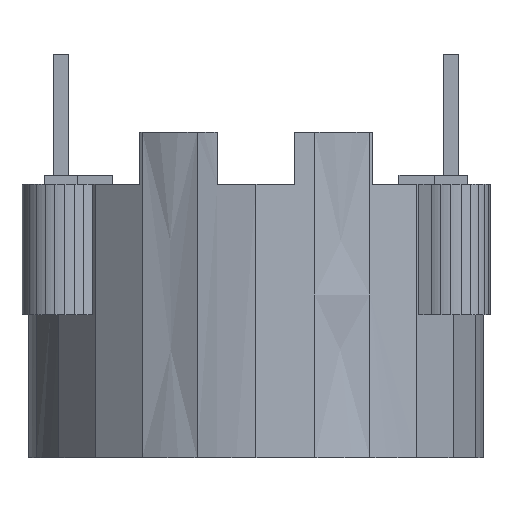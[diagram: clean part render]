
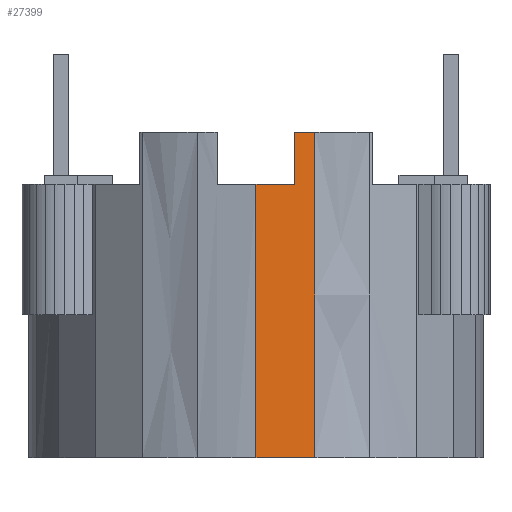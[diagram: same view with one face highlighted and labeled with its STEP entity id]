
A CAD part, left-side view. The second image highlights one B-rep face of the part: STEP entity #27399.
In plain terms, the highlighted planar face has unit normal (-0.991, -0.131, 0).
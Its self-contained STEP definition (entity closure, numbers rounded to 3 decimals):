
#12103 = PLANE('',#12104);
#12104 = AXIS2_PLACEMENT_3D('',#12105,#12106,#12107);
#12105 = CARTESIAN_POINT('',(-7.741,0.,10.5));
#12106 = DIRECTION('',(0.,0.,1.));
#12107 = DIRECTION('',(1.,0.,0.));
#12164 = VERTEX_POINT('',#12165);
#12165 = CARTESIAN_POINT('',(-8.75,0.,10.5));
#12179 = PLANE('',#12180);
#12180 = AXIS2_PLACEMENT_3D('',#12181,#12182,#12183);
#12181 = CARTESIAN_POINT('',(-8.452,2.265,0.));
#12182 = DIRECTION('',(-0.991,0.131,0.
    ));
#12183 = DIRECTION('',(-0.131,-0.991,0.));
#12191 = EDGE_CURVE('',#12164,#12192,#12194,.T.);
#12192 = VERTEX_POINT('',#12193);
#12193 = CARTESIAN_POINT('',(-8.554,-1.487,10.5));
#12194 = SURFACE_CURVE('',#12195,(#12199,#12206),.PCURVE_S1.);
#12195 = LINE('',#12196,#12197);
#12196 = CARTESIAN_POINT('',(-8.75,0.,10.5));
#12197 = VECTOR('',#12198,1.);
#12198 = DIRECTION('',(0.131,-0.991,0.));
#12199 = PCURVE('',#12103,#12200);
#12200 = DEFINITIONAL_REPRESENTATION('',(#12201),#12205);
#12201 = LINE('',#12202,#12203);
#12202 = CARTESIAN_POINT('',(-1.009,0.));
#12203 = VECTOR('',#12204,1.);
#12204 = DIRECTION('',(0.131,-0.991));
#12205 = ( GEOMETRIC_REPRESENTATION_CONTEXT(2) 
PARAMETRIC_REPRESENTATION_CONTEXT() REPRESENTATION_CONTEXT('2D SPACE',''
  ) );
#12206 = PCURVE('',#12207,#12212);
#12207 = PLANE('',#12208);
#12208 = AXIS2_PLACEMENT_3D('',#12209,#12210,#12211);
#12209 = CARTESIAN_POINT('',(-8.75,0.,0.));
#12210 = DIRECTION('',(-0.991,-0.131,
    0.));
#12211 = DIRECTION('',(0.131,-0.991,0.));
#12212 = DEFINITIONAL_REPRESENTATION('',(#12213),#12217);
#12213 = LINE('',#12214,#12215);
#12214 = CARTESIAN_POINT('',(0.,10.5));
#12215 = VECTOR('',#12216,1.);
#12216 = DIRECTION('',(1.,0.));
#12217 = ( GEOMETRIC_REPRESENTATION_CONTEXT(2) 
PARAMETRIC_REPRESENTATION_CONTEXT() REPRESENTATION_CONTEXT('2D SPACE',''
  ) );
#12235 = PLANE('',#12236);
#12236 = AXIS2_PLACEMENT_3D('',#12237,#12238,#12239);
#12237 = CARTESIAN_POINT('',(-7.546,-1.487,10.5));
#12238 = DIRECTION('',(0.,1.,0.));
#12239 = DIRECTION('',(0.,0.,1.));
#13371 = PLANE('',#13372);
#13372 = AXIS2_PLACEMENT_3D('',#13373,#13374,#13375);
#13373 = CARTESIAN_POINT('',(-7.578,-4.375,12.5));
#13374 = DIRECTION('',(0.,0.,1.));
#13375 = DIRECTION('',(1.,0.,0.));
#13641 = PLANE('',#13642);
#13642 = AXIS2_PLACEMENT_3D('',#13643,#13644,#13645);
#13643 = CARTESIAN_POINT('',(8.75,0.,0.));
#13644 = DIRECTION('',(0.,0.,-1.));
#13645 = DIRECTION('',(-1.,0.,0.));
#14112 = VERTEX_POINT('',#14113);
#14113 = CARTESIAN_POINT('',(-8.452,-2.265,0.));
#14132 = CONICAL_SURFACE('',#14133,8.75,0.3);
#14133 = AXIS2_PLACEMENT_3D('',#14134,#14135,#14136);
#14134 = CARTESIAN_POINT('',(0.,0.,
    0.));
#14135 = DIRECTION('',(0.29,0.12,-0.949));
#14136 = DIRECTION('',(-0.956,0.,-0.293));
#14166 = EDGE_CURVE('',#14167,#14112,#14169,.T.);
#14167 = VERTEX_POINT('',#14168);
#14168 = CARTESIAN_POINT('',(-8.75,0.,0.));
#14169 = SURFACE_CURVE('',#14170,(#14174,#14181),.PCURVE_S1.);
#14170 = LINE('',#14171,#14172);
#14171 = CARTESIAN_POINT('',(-8.75,0.,0.));
#14172 = VECTOR('',#14173,1.);
#14173 = DIRECTION('',(0.131,-0.991,0.));
#14174 = PCURVE('',#13641,#14175);
#14175 = DEFINITIONAL_REPRESENTATION('',(#14176),#14180);
#14176 = LINE('',#14177,#14178);
#14177 = CARTESIAN_POINT('',(17.5,0.));
#14178 = VECTOR('',#14179,1.);
#14179 = DIRECTION('',(-0.131,-0.991));
#14180 = ( GEOMETRIC_REPRESENTATION_CONTEXT(2) 
PARAMETRIC_REPRESENTATION_CONTEXT() REPRESENTATION_CONTEXT('2D SPACE',''
  ) );
#14181 = PCURVE('',#12207,#14182);
#14182 = DEFINITIONAL_REPRESENTATION('',(#14183),#14187);
#14183 = LINE('',#14184,#14185);
#14184 = CARTESIAN_POINT('',(0.,0.));
#14185 = VECTOR('',#14186,1.);
#14186 = DIRECTION('',(1.,0.));
#14187 = ( GEOMETRIC_REPRESENTATION_CONTEXT(2) 
PARAMETRIC_REPRESENTATION_CONTEXT() REPRESENTATION_CONTEXT('2D SPACE',''
  ) );
#27312 = VERTEX_POINT('',#27313);
#27313 = CARTESIAN_POINT('',(-8.452,-2.265,12.5));
#27357 = EDGE_CURVE('',#14112,#27312,#27358,.T.);
#27358 = SURFACE_CURVE('',#27359,(#27363,#27392),.PCURVE_S1.);
#27359 = LINE('',#27360,#27361);
#27360 = CARTESIAN_POINT('',(-8.452,-2.265,0.));
#27361 = VECTOR('',#27362,1.);
#27362 = DIRECTION('',(0.,0.,1.));
#27363 = PCURVE('',#14132,#27364);
#27364 = DEFINITIONAL_REPRESENTATION('',(#27365),#27391);
#27365 = B_SPLINE_CURVE_WITH_KNOTS('',3,(#27366,#27367,#27368,#27369,
    #27370,#27371,#27372,#27373,#27374,#27375,#27376,#27377,#27378,
    #27379,#27380,#27381,#27382,#27383,#27384,#27385,#27386,#27387,
    #27388,#27389,#27390),.UNSPECIFIED.,.F.,.F.,(4,1,1,1,1,1,1,1,1,1,1,1
    ,1,1,1,1,1,1,1,1,1,1,4),(0.,0.568,1.136,
    1.705,2.273,2.841,3.409,
    3.977,4.545,5.114,5.682,6.25,
    6.818,7.386,7.955,8.523,
    9.091,9.659,10.227,10.795,
    11.364,11.932,12.5),.QUASI_UNIFORM_KNOTS.);
#27366 = CARTESIAN_POINT('',(6.046,-2.612));
#27367 = CARTESIAN_POINT('',(6.047,-2.793));
#27368 = CARTESIAN_POINT('',(6.049,-3.154));
#27369 = CARTESIAN_POINT('',(6.052,-3.697));
#27370 = CARTESIAN_POINT('',(6.056,-4.239));
#27371 = CARTESIAN_POINT('',(6.059,-4.781));
#27372 = CARTESIAN_POINT('',(6.063,-5.323));
#27373 = CARTESIAN_POINT('',(6.067,-5.865));
#27374 = CARTESIAN_POINT('',(6.071,-6.407));
#27375 = CARTESIAN_POINT('',(6.075,-6.949));
#27376 = CARTESIAN_POINT('',(6.079,-7.491));
#27377 = CARTESIAN_POINT('',(6.084,-8.033));
#27378 = CARTESIAN_POINT('',(6.089,-8.575));
#27379 = CARTESIAN_POINT('',(6.094,-9.117));
#27380 = CARTESIAN_POINT('',(6.099,-9.659));
#27381 = CARTESIAN_POINT('',(6.105,-10.2));
#27382 = CARTESIAN_POINT('',(6.111,-10.742));
#27383 = CARTESIAN_POINT('',(6.118,-11.284));
#27384 = CARTESIAN_POINT('',(6.125,-11.825));
#27385 = CARTESIAN_POINT('',(6.132,-12.367));
#27386 = CARTESIAN_POINT('',(6.14,-12.908));
#27387 = CARTESIAN_POINT('',(6.149,-13.45));
#27388 = CARTESIAN_POINT('',(6.158,-13.991));
#27389 = CARTESIAN_POINT('',(6.164,-14.352));
#27390 = CARTESIAN_POINT('',(6.168,-14.532));
#27391 = ( GEOMETRIC_REPRESENTATION_CONTEXT(2) 
PARAMETRIC_REPRESENTATION_CONTEXT() REPRESENTATION_CONTEXT('2D SPACE',''
  ) );
#27392 = PCURVE('',#12207,#27393);
#27393 = DEFINITIONAL_REPRESENTATION('',(#27394),#27398);
#27394 = LINE('',#27395,#27396);
#27395 = CARTESIAN_POINT('',(2.284,0.));
#27396 = VECTOR('',#27397,1.);
#27397 = DIRECTION('',(0.,1.));
#27398 = ( GEOMETRIC_REPRESENTATION_CONTEXT(2) 
PARAMETRIC_REPRESENTATION_CONTEXT() REPRESENTATION_CONTEXT('2D SPACE',''
  ) );
#27399 = ADVANCED_FACE('',(#27400),#12207,.T.);
#27400 = FACE_BOUND('',#27401,.T.);
#27401 = EDGE_LOOP('',(#27402,#27403,#27404,#27427,#27448,#27449));
#27402 = ORIENTED_EDGE('',*,*,#14166,.T.);
#27403 = ORIENTED_EDGE('',*,*,#27357,.T.);
#27404 = ORIENTED_EDGE('',*,*,#27405,.F.);
#27405 = EDGE_CURVE('',#27406,#27312,#27408,.T.);
#27406 = VERTEX_POINT('',#27407);
#27407 = CARTESIAN_POINT('',(-8.554,-1.487,12.5));
#27408 = SURFACE_CURVE('',#27409,(#27413,#27420),.PCURVE_S1.);
#27409 = LINE('',#27410,#27411);
#27410 = CARTESIAN_POINT('',(-8.554,-1.487,12.5));
#27411 = VECTOR('',#27412,1.);
#27412 = DIRECTION('',(0.131,-0.991,
    0.));
#27413 = PCURVE('',#12207,#27414);
#27414 = DEFINITIONAL_REPRESENTATION('',(#27415),#27419);
#27415 = LINE('',#27416,#27417);
#27416 = CARTESIAN_POINT('',(1.5,12.5));
#27417 = VECTOR('',#27418,1.);
#27418 = DIRECTION('',(1.,0.));
#27419 = ( GEOMETRIC_REPRESENTATION_CONTEXT(2) 
PARAMETRIC_REPRESENTATION_CONTEXT() REPRESENTATION_CONTEXT('2D SPACE',''
  ) );
#27420 = PCURVE('',#13371,#27421);
#27421 = DEFINITIONAL_REPRESENTATION('',(#27422),#27426);
#27422 = LINE('',#27423,#27424);
#27423 = CARTESIAN_POINT('',(-0.976,2.888));
#27424 = VECTOR('',#27425,1.);
#27425 = DIRECTION('',(0.131,-0.991));
#27426 = ( GEOMETRIC_REPRESENTATION_CONTEXT(2) 
PARAMETRIC_REPRESENTATION_CONTEXT() REPRESENTATION_CONTEXT('2D SPACE',''
  ) );
#27427 = ORIENTED_EDGE('',*,*,#27428,.F.);
#27428 = EDGE_CURVE('',#12192,#27406,#27429,.T.);
#27429 = SURFACE_CURVE('',#27430,(#27434,#27441),.PCURVE_S1.);
#27430 = LINE('',#27431,#27432);
#27431 = CARTESIAN_POINT('',(-8.554,-1.487,10.5));
#27432 = VECTOR('',#27433,1.);
#27433 = DIRECTION('',(0.,0.,1.));
#27434 = PCURVE('',#12207,#27435);
#27435 = DEFINITIONAL_REPRESENTATION('',(#27436),#27440);
#27436 = LINE('',#27437,#27438);
#27437 = CARTESIAN_POINT('',(1.5,10.5));
#27438 = VECTOR('',#27439,1.);
#27439 = DIRECTION('',(0.,1.));
#27440 = ( GEOMETRIC_REPRESENTATION_CONTEXT(2) 
PARAMETRIC_REPRESENTATION_CONTEXT() REPRESENTATION_CONTEXT('2D SPACE',''
  ) );
#27441 = PCURVE('',#12235,#27442);
#27442 = DEFINITIONAL_REPRESENTATION('',(#27443),#27447);
#27443 = LINE('',#27444,#27445);
#27444 = CARTESIAN_POINT('',(0.,-1.009));
#27445 = VECTOR('',#27446,1.);
#27446 = DIRECTION('',(1.,0.));
#27447 = ( GEOMETRIC_REPRESENTATION_CONTEXT(2) 
PARAMETRIC_REPRESENTATION_CONTEXT() REPRESENTATION_CONTEXT('2D SPACE',''
  ) );
#27448 = ORIENTED_EDGE('',*,*,#12191,.F.);
#27449 = ORIENTED_EDGE('',*,*,#27450,.F.);
#27450 = EDGE_CURVE('',#14167,#12164,#27451,.T.);
#27451 = SURFACE_CURVE('',#27452,(#27456,#27463),.PCURVE_S1.);
#27452 = LINE('',#27453,#27454);
#27453 = CARTESIAN_POINT('',(-8.75,0.,0.));
#27454 = VECTOR('',#27455,1.);
#27455 = DIRECTION('',(0.,0.,1.));
#27456 = PCURVE('',#12207,#27457);
#27457 = DEFINITIONAL_REPRESENTATION('',(#27458),#27462);
#27458 = LINE('',#27459,#27460);
#27459 = CARTESIAN_POINT('',(0.,0.));
#27460 = VECTOR('',#27461,1.);
#27461 = DIRECTION('',(0.,1.));
#27462 = ( GEOMETRIC_REPRESENTATION_CONTEXT(2) 
PARAMETRIC_REPRESENTATION_CONTEXT() REPRESENTATION_CONTEXT('2D SPACE',''
  ) );
#27463 = PCURVE('',#12179,#27464);
#27464 = DEFINITIONAL_REPRESENTATION('',(#27465),#27469);
#27465 = LINE('',#27466,#27467);
#27466 = CARTESIAN_POINT('',(2.284,0.));
#27467 = VECTOR('',#27468,1.);
#27468 = DIRECTION('',(0.,1.));
#27469 = ( GEOMETRIC_REPRESENTATION_CONTEXT(2) 
PARAMETRIC_REPRESENTATION_CONTEXT() REPRESENTATION_CONTEXT('2D SPACE',''
  ) );
